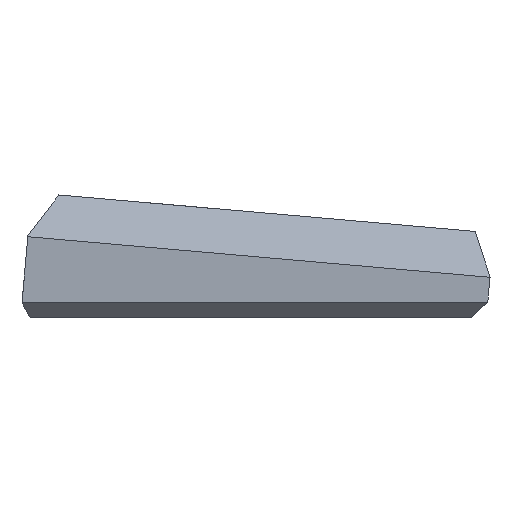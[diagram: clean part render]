
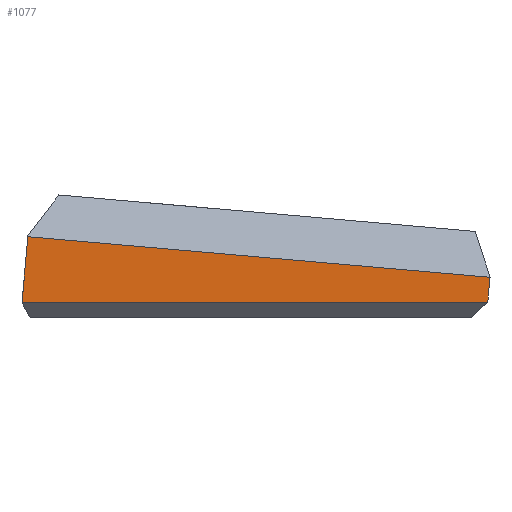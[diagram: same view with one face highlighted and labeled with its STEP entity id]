
A CAD part, left-side view. The second image highlights one B-rep face of the part: STEP entity #1077.
In plain terms, the highlighted planar face has unit normal (-1, 0, 0).
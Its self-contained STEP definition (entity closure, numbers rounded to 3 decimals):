
#762=CARTESIAN_POINT('',(-10.405,115.012,20.482));
#763=VERTEX_POINT('',#762);
#764=CARTESIAN_POINT('',(-10.405,116.439,4.228));
#765=VERTEX_POINT('',#764);
#766=CARTESIAN_POINT('',(-10.405,115.012,20.482));
#767=DIRECTION('',(0.,0.087,-0.996));
#768=VECTOR('',#767,16.316);
#769=LINE('',#766,#768);
#770=EDGE_CURVE('',#763,#765,#769,.T.);
#868=CARTESIAN_POINT('',(-10.405,0.97,4.228));
#869=VERTEX_POINT('',#868);
#884=CARTESIAN_POINT('',(-10.405,0.426,10.425));
#885=VERTEX_POINT('',#884);
#892=CARTESIAN_POINT('',(-10.405,0.426,10.425));
#893=DIRECTION('',(0.,0.087,-0.996));
#894=VECTOR('',#893,6.22);
#895=LINE('',#892,#894);
#896=EDGE_CURVE('',#885,#869,#895,.T.);
#928=CARTESIAN_POINT('',(-10.405,115.012,20.482));
#929=DIRECTION('',(-0.,-0.996,-0.087));
#930=VECTOR('',#929,115.026);
#931=LINE('',#928,#930);
#932=EDGE_CURVE('',#763,#885,#931,.T.);
#1061=CARTESIAN_POINT('',(-10.405,14.989,3.154));
#1062=DIRECTION('',(-1.,0.,0.));
#1063=DIRECTION('',(-0.,-0.996,-0.087));
#1064=AXIS2_PLACEMENT_3D('',#1061,#1062,#1063);
#1065=PLANE('',#1064);
#1066=ORIENTED_EDGE('',*,*,#932,.F.);
#1067=ORIENTED_EDGE('',*,*,#770,.T.);
#1068=CARTESIAN_POINT('',(-10.405,0.97,4.228));
#1069=DIRECTION('',(0.,1.,-0.));
#1070=VECTOR('',#1069,115.468);
#1071=LINE('',#1068,#1070);
#1072=EDGE_CURVE('',#869,#765,#1071,.T.);
#1073=ORIENTED_EDGE('',*,*,#1072,.F.);
#1074=ORIENTED_EDGE('',*,*,#896,.F.);
#1075=EDGE_LOOP('',(#1066,#1067,#1073,#1074));
#1076=FACE_BOUND('',#1075,.T.);
#1077=ADVANCED_FACE('',(#1076),#1065,.T.);
